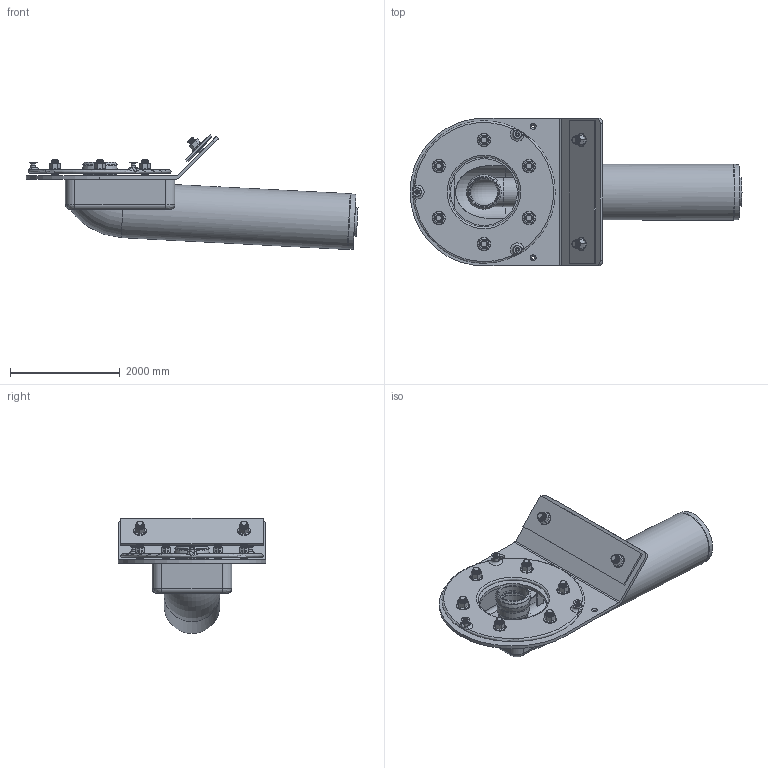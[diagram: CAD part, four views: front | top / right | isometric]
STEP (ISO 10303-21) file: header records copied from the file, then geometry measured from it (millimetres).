
FILE_DESCRIPTION(/* description */ (''),/* implementation_level */ '2;1');
FILE_NAME(/* name */ '13644.100X_3D.stp',/* time_stamp */ '2025-05-20T14:27:31+02:00',/* author */ ('N.Hausmann'),/* organization */ (''),/* preprocessor_version */ 'ST-DEVELOPER v20',/* originating_system */ 'AutoCAD Mechanical',/* authorisation */ '');
FILE_SCHEMA (('AUTOMOTIVE_DESIGN { 1 0 10303 214 3 1 1 }'));
Length unit declared in the file: centimetre
Products named in the file (4): Product; *S0; *U2; *U1
Assembly tree (8 placements, depth 3):
  Product
    *S0
    *U2
      *U1  x6
Bounding box: 6063.65 x 2700 x 2100.66 mm (x, y, z)
Volume: 1337470435.6 mm3; surface area: 86781189.6 mm2
Topology: 28 solids, 28 shells, 907 faces, 1935 edges, 1101 vertices
Faces by surface type: cone 423, cylinder 267, plane 156, torus 40, bspline 21
Full cylindrical faces by diameter (mm): 40 x3, 55 x2, 70 x12, 80 x18, 120 x144, 133.198 x40, 160 x8, 500 x2, 530 x3, 558.788 x1, 560 x1, 578.049 x1, 590 x1, 600 x1, 630 x1, 980 x1, 1020 x1, 1220 x1
Entity records: 23166 total; most frequent: CARTESIAN_POINT 6544, DIRECTION 3839, ORIENTED_EDGE 3156, AXIS2_PLACEMENT_3D 1585, EDGE_CURVE 1578, VERTEX_POINT 883, EDGE_LOOP 835, CIRCLE 818
